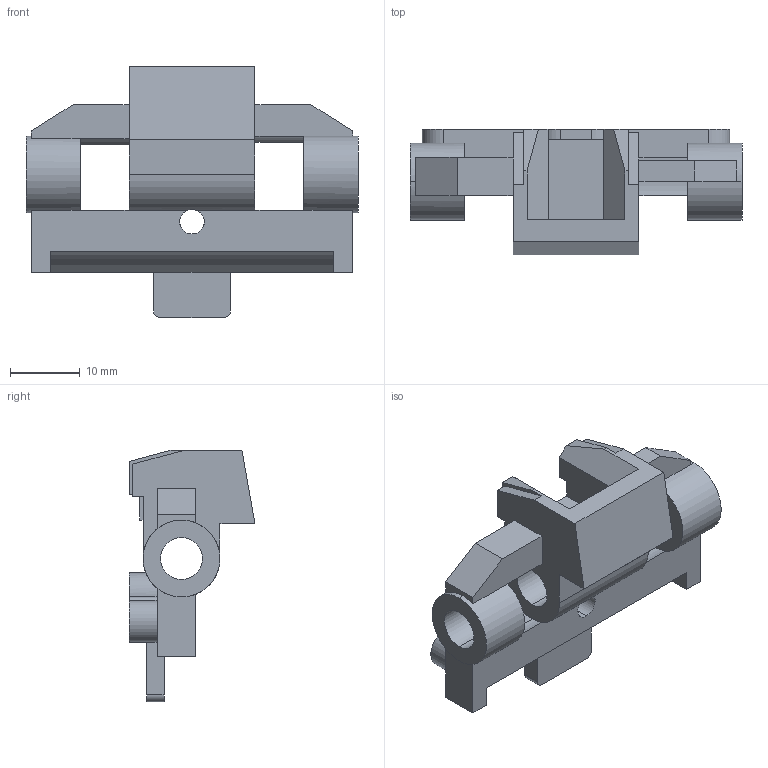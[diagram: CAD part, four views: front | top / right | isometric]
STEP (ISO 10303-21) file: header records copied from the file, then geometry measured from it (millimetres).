
FILE_DESCRIPTION (( 'STEP AP214' ), '1' );
FILE_NAME ('×àñòü ïîäâèæíîé ãîëîâêè ìàëàÿ.STEP', '2023-12-12T17:04:41', ( '' ), ( '' ), 'SwSTEP 2.0', 'SolidWorks 2022', '' );
FILE_SCHEMA (( 'AUTOMOTIVE_DESIGN' ));
Length unit declared in the file: millimetre
Products named in the file (1): Часть подвижной головки малая
Bounding box: 47.5 x 18 x 36 mm (x, y, z)
Volume: 7492.5 mm3; surface area: 5924.5 mm2
Topology: 1 solids, 1 shells, 155 faces, 427 edges, 271 vertices
Faces by surface type: plane 108, cylinder 47
Entity records: 4966 total; most frequent: CARTESIAN_POINT 892, ORIENTED_EDGE 854, DIRECTION 836, EDGE_CURVE 427, VECTOR 322, LINE 322, VERTEX_POINT 271, AXIS2_PLACEMENT_3D 257
